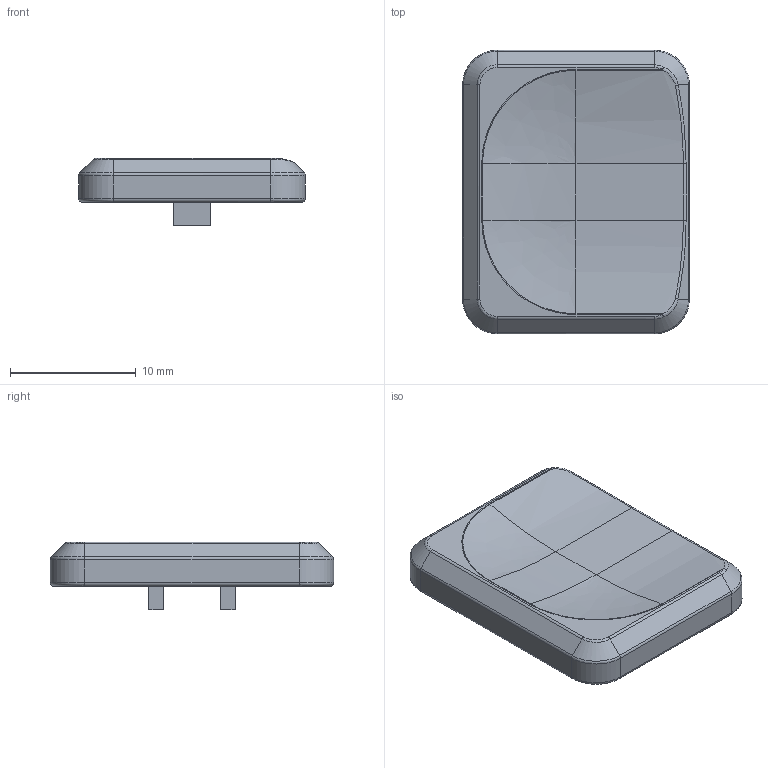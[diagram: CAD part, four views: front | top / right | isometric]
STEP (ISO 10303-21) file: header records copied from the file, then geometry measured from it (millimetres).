
FILE_DESCRIPTION(/* description */ (''),/* implementation_level */ '2;1');
FILE_NAME(/* name */ 'KEA Profile Choc MX Spaced - 1.25u Thumb Short',/* time_stamp */ '2025-03-23T10:18:09+13:00',/* author */ (''),/* organization */ (''),/* preprocessor_version */ 'ST-DEVELOPER v16.5',/* originating_system */ 'Rhino 7.38',/* authorisation */ '');
FILE_SCHEMA (('AUTOMOTIVE_DESIGN_CC2'));
Length unit declared in the file: millimetre
Products named in the file (1): Document
Bounding box: 18 x 22.5 x 5.34 mm (x, y, z)
Volume: 799.5 mm3; surface area: 1094.8 mm2
Topology: 1 solids, 1 shells, 100 faces, 229 edges, 132 vertices
Faces by surface type: bspline 43, cylinder 29, plane 28
Entity records: 2738 total; most frequent: CARTESIAN_POINT 1309, ORIENTED_EDGE 454, EDGE_CURVE 227, VERTEX_POINT 132, B_SPLINE_CURVE_WITH_KNOTS 114, EDGE_LOOP 103, ADVANCED_FACE 100, FACE_OUTER_BOUND 100
